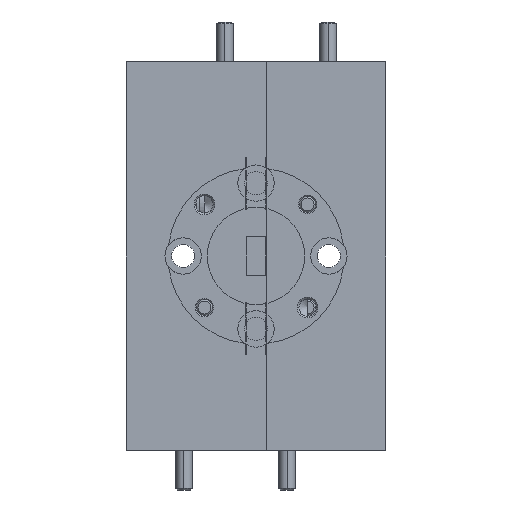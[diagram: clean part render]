
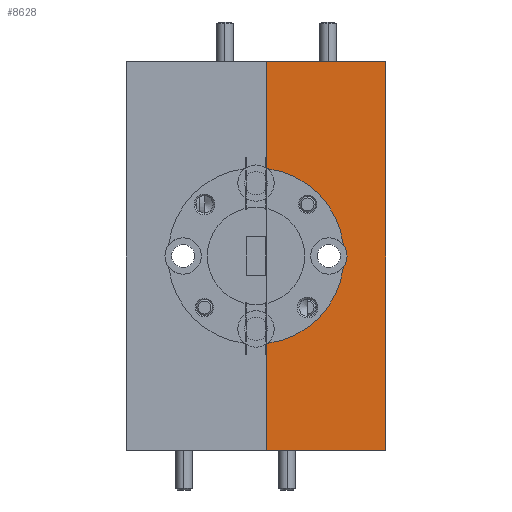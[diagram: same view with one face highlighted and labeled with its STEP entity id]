
A CAD part, left-side view. The second image highlights one B-rep face of the part: STEP entity #8628.
In plain terms, the highlighted planar face has unit normal (-1, 0, 0).
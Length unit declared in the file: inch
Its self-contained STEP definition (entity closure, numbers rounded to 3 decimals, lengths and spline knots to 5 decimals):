
#459 = CARTESIAN_POINT ( 'NONE',  ( -6.78471, 14.13527, -2.1751 ) ) ;
#633 = VECTOR ( 'NONE', #29289, 39.37008 ) ;
#1496 = DIRECTION ( 'NONE',  ( -1., 0., 0. ) ) ;
#4849 = ORIENTED_EDGE ( 'NONE', *, *, #78255, .F. ) ;
#4907 = FACE_OUTER_BOUND ( 'NONE', #64420, .T. ) ;
#5490 = VECTOR ( 'NONE', #14690, 39.37008 ) ;
#6446 = ORIENTED_EDGE ( 'NONE', *, *, #32233, .T. ) ;
#7534 = CARTESIAN_POINT ( 'NONE',  ( -6.78471, 0.98828, -2.5877 ) ) ;
#7709 = CARTESIAN_POINT ( 'NONE',  ( -6.78471, 0.98828, -2.9251 ) ) ;
#8114 = CARTESIAN_POINT ( 'NONE',  ( -6.78471, 0.98828, -2.1751 ) ) ;
#8473 = ORIENTED_EDGE ( 'NONE', *, *, #44192, .F. ) ;
#8497 = CIRCLE ( 'NONE', #61304, 0.07 ) ;
#8628 = ADVANCED_FACE ( 'NONE', ( #4907 ), #48453, .T. ) ;
#12063 = EDGE_CURVE ( 'NONE', #55657, #59857, #8497, .T. ) ;
#12813 = LINE ( 'NONE', #19912, #5490 ) ;
#14690 = DIRECTION ( 'NONE',  ( 0., 0., -1. ) ) ;
#15441 = VERTEX_POINT ( 'NONE', #25592 ) ;
#17965 = VECTOR ( 'NONE', #36749, 39.37008 ) ;
#19469 = DIRECTION ( 'NONE',  ( -1., 0., 0. ) ) ;
#19912 = CARTESIAN_POINT ( 'NONE',  ( -6.78471, 0.98828, -2.9251 ) ) ;
#22007 = DIRECTION ( 'NONE',  ( 0., 0., -1. ) ) ;
#25592 = CARTESIAN_POINT ( 'NONE',  ( -6.78471, 0.53028, -3.6751 ) ) ;
#29289 = DIRECTION ( 'NONE',  ( 0., 0., -1. ) ) ;
#29498 = LINE ( 'NONE', #459, #90276 ) ;
#30050 = CARTESIAN_POINT ( 'NONE',  ( -6.78471, 14.13527, -2.1751 ) ) ;
#30105 = CARTESIAN_POINT ( 'NONE',  ( -6.78471, 0.98828, -3.6751 ) ) ;
#30967 = VERTEX_POINT ( 'NONE', #77253 ) ;
#32233 = EDGE_CURVE ( 'NONE', #30967, #73664, #48957, .T. ) ;
#33515 = EDGE_CURVE ( 'NONE', #93586, #38817, #12813, .T. ) ;
#33677 = CIRCLE ( 'NONE', #86487, 0.34 ) ;
#34309 = CARTESIAN_POINT ( 'NONE',  ( -6.78471, 0.74903, -2.9251 ) ) ;
#34446 = DIRECTION ( 'NONE',  ( -1., 0., 0. ) ) ;
#36341 = CARTESIAN_POINT ( 'NONE',  ( -6.78471, 0.53028, -2.9251 ) ) ;
#36749 = DIRECTION ( 'NONE',  ( 0., -1., 0. ) ) ;
#37154 = EDGE_CURVE ( 'NONE', #30967, #55657, #33677, .T. ) ;
#38817 = VERTEX_POINT ( 'NONE', #7534 ) ;
#43193 = VECTOR ( 'NONE', #22007, 39.37008 ) ;
#44192 = EDGE_CURVE ( 'NONE', #93586, #79977, #29498, .T. ) ;
#47516 = DIRECTION ( 'NONE',  ( 0., 0., 1. ) ) ;
#47523 = ORIENTED_EDGE ( 'NONE', *, *, #78056, .F. ) ;
#48453 = PLANE ( 'NONE',  #53890 ) ;
#48957 = LINE ( 'NONE', #7709, #43193 ) ;
#50507 = AXIS2_PLACEMENT_3D ( 'NONE', #84247, #19469, #84695 ) ;
#52872 = EDGE_CURVE ( 'NONE', #73664, #15441, #86897, .T. ) ;
#53890 = AXIS2_PLACEMENT_3D ( 'NONE', #30050, #1496, #80096 ) ;
#53960 = ORIENTED_EDGE ( 'NONE', *, *, #52872, .T. ) ;
#55657 = VERTEX_POINT ( 'NONE', #66726 ) ;
#57951 = CIRCLE ( 'NONE', #50507, 0.34 ) ;
#58250 = CARTESIAN_POINT ( 'NONE',  ( -6.78471, 0.53028, -2.1751 ) ) ;
#59857 = VERTEX_POINT ( 'NONE', #83879 ) ;
#61304 = AXIS2_PLACEMENT_3D ( 'NONE', #34309, #63489, #47516 ) ;
#62589 = ORIENTED_EDGE ( 'NONE', *, *, #37154, .F. ) ;
#63489 = DIRECTION ( 'NONE',  ( -1., 0., 0. ) ) ;
#64420 = EDGE_LOOP ( 'NONE', ( #78965, #62589, #6446, #53960, #4849, #8473, #93152, #47523 ) ) ;
#65314 = DIRECTION ( 'NONE',  ( 0., -1., 0. ) ) ;
#66474 = CARTESIAN_POINT ( 'NONE',  ( -6.78471, 0.53028, -3.6751 ) ) ;
#66726 = CARTESIAN_POINT ( 'NONE',  ( -6.78471, 0.69285, -2.96686 ) ) ;
#73664 = VERTEX_POINT ( 'NONE', #30105 ) ;
#76024 = CARTESIAN_POINT ( 'NONE',  ( -6.78471, 1.03028, -2.9251 ) ) ;
#77253 = CARTESIAN_POINT ( 'NONE',  ( -6.78471, 0.98828, -3.26249 ) ) ;
#77878 = DIRECTION ( 'NONE',  ( 0., 0., 1. ) ) ;
#78056 = EDGE_CURVE ( 'NONE', #59857, #38817, #57951, .T. ) ;
#78255 = EDGE_CURVE ( 'NONE', #79977, #15441, #85540, .T. ) ;
#78965 = ORIENTED_EDGE ( 'NONE', *, *, #12063, .F. ) ;
#79977 = VERTEX_POINT ( 'NONE', #58250 ) ;
#80096 = DIRECTION ( 'NONE',  ( 0., 0., -1. ) ) ;
#83879 = CARTESIAN_POINT ( 'NONE',  ( -6.78471, 0.69285, -2.88333 ) ) ;
#84247 = CARTESIAN_POINT ( 'NONE',  ( -6.78471, 1.03028, -2.9251 ) ) ;
#84695 = DIRECTION ( 'NONE',  ( 0., 0., 1. ) ) ;
#85540 = LINE ( 'NONE', #36341, #633 ) ;
#86487 = AXIS2_PLACEMENT_3D ( 'NONE', #76024, #34446, #77878 ) ;
#86897 = LINE ( 'NONE', #66474, #17965 ) ;
#90276 = VECTOR ( 'NONE', #65314, 39.37008 ) ;
#93152 = ORIENTED_EDGE ( 'NONE', *, *, #33515, .T. ) ;
#93586 = VERTEX_POINT ( 'NONE', #8114 ) ;
